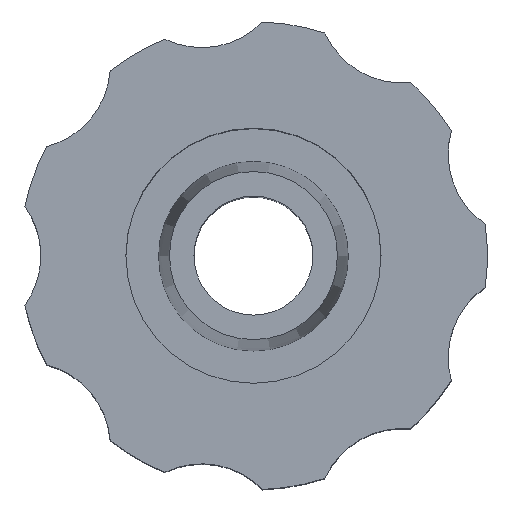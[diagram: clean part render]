
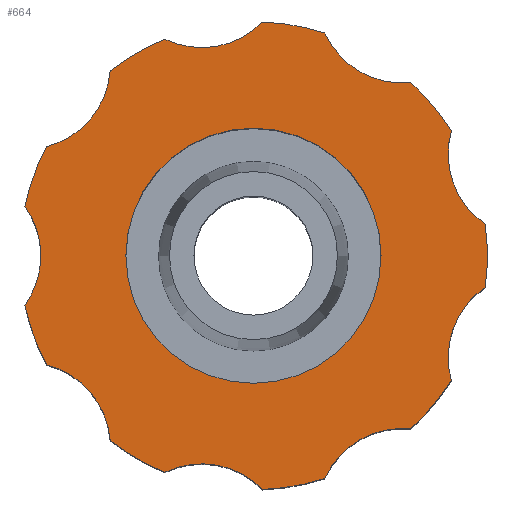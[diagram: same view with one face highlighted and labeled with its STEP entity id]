
A CAD part, top view. The second image highlights one B-rep face of the part: STEP entity #664.
In plain terms, the highlighted planar face has unit normal (0, 0, 1).
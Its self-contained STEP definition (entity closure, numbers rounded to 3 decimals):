
#75=ORIENTED_EDGE('',*,*,#205,.T.);
#76=ORIENTED_EDGE('',*,*,#206,.F.);
#77=ORIENTED_EDGE('',*,*,#207,.T.);
#78=ORIENTED_EDGE('',*,*,#208,.F.);
#79=ORIENTED_EDGE('',*,*,#209,.T.);
#80=ORIENTED_EDGE('',*,*,#210,.F.);
#81=ORIENTED_EDGE('',*,*,#211,.T.);
#82=ORIENTED_EDGE('',*,*,#212,.F.);
#83=ORIENTED_EDGE('',*,*,#213,.T.);
#84=ORIENTED_EDGE('',*,*,#214,.F.);
#85=ORIENTED_EDGE('',*,*,#215,.T.);
#86=ORIENTED_EDGE('',*,*,#216,.F.);
#87=ORIENTED_EDGE('',*,*,#217,.T.);
#88=ORIENTED_EDGE('',*,*,#218,.F.);
#89=ORIENTED_EDGE('',*,*,#219,.T.);
#90=ORIENTED_EDGE('',*,*,#220,.F.);
#91=ORIENTED_EDGE('',*,*,#221,.T.);
#92=ORIENTED_EDGE('',*,*,#222,.F.);
#93=ORIENTED_EDGE('',*,*,#223,.T.);
#205=EDGE_CURVE('',#270,#271,#317,.T.);
#206=EDGE_CURVE('',#272,#271,#318,.T.);
#207=EDGE_CURVE('',#272,#273,#319,.T.);
#208=EDGE_CURVE('',#274,#273,#320,.T.);
#209=EDGE_CURVE('',#274,#275,#321,.T.);
#210=EDGE_CURVE('',#276,#275,#322,.T.);
#211=EDGE_CURVE('',#276,#277,#323,.T.);
#212=EDGE_CURVE('',#278,#277,#324,.T.);
#213=EDGE_CURVE('',#278,#279,#325,.T.);
#214=EDGE_CURVE('',#280,#279,#326,.T.);
#215=EDGE_CURVE('',#280,#281,#327,.T.);
#216=EDGE_CURVE('',#282,#281,#328,.T.);
#217=EDGE_CURVE('',#282,#283,#329,.T.);
#218=EDGE_CURVE('',#284,#283,#330,.T.);
#219=EDGE_CURVE('',#284,#285,#331,.T.);
#220=EDGE_CURVE('',#286,#285,#332,.T.);
#221=EDGE_CURVE('',#286,#287,#333,.T.);
#222=EDGE_CURVE('',#270,#287,#334,.T.);
#223=EDGE_CURVE('',#288,#288,#335,.T.);
#270=VERTEX_POINT('',#957);
#271=VERTEX_POINT('',#958);
#272=VERTEX_POINT('',#960);
#273=VERTEX_POINT('',#962);
#274=VERTEX_POINT('',#964);
#275=VERTEX_POINT('',#966);
#276=VERTEX_POINT('',#968);
#277=VERTEX_POINT('',#970);
#278=VERTEX_POINT('',#972);
#279=VERTEX_POINT('',#974);
#280=VERTEX_POINT('',#976);
#281=VERTEX_POINT('',#978);
#282=VERTEX_POINT('',#980);
#283=VERTEX_POINT('',#982);
#284=VERTEX_POINT('',#984);
#285=VERTEX_POINT('',#986);
#286=VERTEX_POINT('',#988);
#287=VERTEX_POINT('',#990);
#288=VERTEX_POINT('',#993);
#317=CIRCLE('',#702,2.);
#318=CIRCLE('',#703,5.5);
#319=CIRCLE('',#704,2.);
#320=CIRCLE('',#705,5.5);
#321=CIRCLE('',#706,2.);
#322=CIRCLE('',#707,5.5);
#323=CIRCLE('',#708,2.);
#324=CIRCLE('',#709,5.5);
#325=CIRCLE('',#710,2.);
#326=CIRCLE('',#711,5.5);
#327=CIRCLE('',#712,2.);
#328=CIRCLE('',#713,5.5);
#329=CIRCLE('',#714,2.);
#330=CIRCLE('',#715,5.5);
#331=CIRCLE('',#716,2.);
#332=CIRCLE('',#717,5.5);
#333=CIRCLE('',#718,2.);
#334=CIRCLE('',#719,5.5);
#335=CIRCLE('',#720,3.);
#364=EDGE_LOOP('',(#75,#76,#77,#78,#79,#80,#81,#82,#83,#84,#85,#86,#87,
#88,#89,#90,#91,#92));
#365=EDGE_LOOP('',(#93));
#406=FACE_BOUND('',#364,.T.);
#407=FACE_BOUND('',#365,.T.);
#447=PLANE('',#701);
#664=ADVANCED_FACE('',(#406,#407),#447,.F.);
#701=AXIS2_PLACEMENT_3D('',#955,#783,#784);
#702=AXIS2_PLACEMENT_3D('',#956,#785,#786);
#703=AXIS2_PLACEMENT_3D('',#959,#787,#788);
#704=AXIS2_PLACEMENT_3D('',#961,#789,#790);
#705=AXIS2_PLACEMENT_3D('',#963,#791,#792);
#706=AXIS2_PLACEMENT_3D('',#965,#793,#794);
#707=AXIS2_PLACEMENT_3D('',#967,#795,#796);
#708=AXIS2_PLACEMENT_3D('',#969,#797,#798);
#709=AXIS2_PLACEMENT_3D('',#971,#799,#800);
#710=AXIS2_PLACEMENT_3D('',#973,#801,#802);
#711=AXIS2_PLACEMENT_3D('',#975,#803,#804);
#712=AXIS2_PLACEMENT_3D('',#977,#805,#806);
#713=AXIS2_PLACEMENT_3D('',#979,#807,#808);
#714=AXIS2_PLACEMENT_3D('',#981,#809,#810);
#715=AXIS2_PLACEMENT_3D('',#983,#811,#812);
#716=AXIS2_PLACEMENT_3D('',#985,#813,#814);
#717=AXIS2_PLACEMENT_3D('',#987,#815,#816);
#718=AXIS2_PLACEMENT_3D('',#989,#817,#818);
#719=AXIS2_PLACEMENT_3D('',#991,#819,#820);
#720=AXIS2_PLACEMENT_3D('',#992,#821,#822);
#783=DIRECTION('',(0.,0.,-1.));
#784=DIRECTION('',(-1.,0.,0.));
#785=DIRECTION('',(0.,0.,-1.));
#786=DIRECTION('',(-0.643,0.766,0.));
#787=DIRECTION('',(0.,0.,-1.));
#788=DIRECTION('',(-1.,0.,0.));
#789=DIRECTION('',(0.,0.,-1.));
#790=DIRECTION('',(-0.985,0.174,0.));
#791=DIRECTION('',(0.,0.,-1.));
#792=DIRECTION('',(-1.,0.,0.));
#793=DIRECTION('',(0.,0.,-1.));
#794=DIRECTION('',(-0.866,-0.5,0.));
#795=DIRECTION('',(0.,0.,-1.));
#796=DIRECTION('',(-1.,0.,0.));
#797=DIRECTION('',(0.,0.,-1.));
#798=DIRECTION('',(-0.342,-0.94,0.));
#799=DIRECTION('',(0.,0.,-1.));
#800=DIRECTION('',(-1.,0.,0.));
#801=DIRECTION('',(0.,0.,-1.));
#802=DIRECTION('',(0.342,-0.94,0.));
#803=DIRECTION('',(0.,0.,-1.));
#804=DIRECTION('',(-1.,0.,0.));
#805=DIRECTION('',(0.,0.,-1.));
#806=DIRECTION('',(0.866,-0.5,0.));
#807=DIRECTION('',(0.,0.,-1.));
#808=DIRECTION('',(-1.,0.,0.));
#809=DIRECTION('',(0.,0.,-1.));
#810=DIRECTION('',(0.985,0.174,0.));
#811=DIRECTION('',(0.,0.,-1.));
#812=DIRECTION('',(-1.,0.,0.));
#813=DIRECTION('',(0.,0.,-1.));
#814=DIRECTION('',(0.643,0.766,0.));
#815=DIRECTION('',(0.,0.,-1.));
#816=DIRECTION('',(-1.,0.,0.));
#817=DIRECTION('',(0.,0.,-1.));
#818=DIRECTION('',(0.,1.,0.));
#819=DIRECTION('',(0.,0.,-1.));
#820=DIRECTION('',(-1.,0.,0.));
#821=DIRECTION('',(0.,0.,-1.));
#822=DIRECTION('',(0.,-1.,0.));
#955=CARTESIAN_POINT('',(-3.6,0.,7.5));
#956=CARTESIAN_POINT('',(-5.362,-4.5,7.5));
#957=CARTESIAN_POINT('',(-4.867,-2.562,7.5));
#958=CARTESIAN_POINT('',(-3.368,-4.348,7.5));
#959=CARTESIAN_POINT('',(0.,0.,7.5));
#960=CARTESIAN_POINT('',(-2.082,-5.091,7.5));
#961=CARTESIAN_POINT('',(-1.216,-6.894,7.5));
#962=CARTESIAN_POINT('',(0.215,-5.496,7.5));
#963=CARTESIAN_POINT('',(0.,0.,7.5));
#964=CARTESIAN_POINT('',(1.678,-5.238,7.5));
#965=CARTESIAN_POINT('',(3.5,-6.062,7.5));
#966=CARTESIAN_POINT('',(3.697,-4.072,7.5));
#967=CARTESIAN_POINT('',(0.,0.,7.5));
#968=CARTESIAN_POINT('',(4.652,-2.934,7.5));
#969=CARTESIAN_POINT('',(6.578,-2.394,7.5));
#970=CARTESIAN_POINT('',(5.45,-0.743,7.5));
#971=CARTESIAN_POINT('',(0.,0.,7.5));
#972=CARTESIAN_POINT('',(5.45,0.743,7.5));
#973=CARTESIAN_POINT('',(6.578,2.394,7.5));
#974=CARTESIAN_POINT('',(4.652,2.934,7.5));
#975=CARTESIAN_POINT('',(0.,0.,7.5));
#976=CARTESIAN_POINT('',(3.697,4.072,7.5));
#977=CARTESIAN_POINT('',(3.5,6.062,7.5));
#978=CARTESIAN_POINT('',(1.678,5.238,7.5));
#979=CARTESIAN_POINT('',(0.,0.,7.5));
#980=CARTESIAN_POINT('',(0.215,5.496,7.5));
#981=CARTESIAN_POINT('',(-1.216,6.894,7.5));
#982=CARTESIAN_POINT('',(-2.082,5.091,7.5));
#983=CARTESIAN_POINT('',(0.,0.,7.5));
#984=CARTESIAN_POINT('',(-3.368,4.348,7.5));
#985=CARTESIAN_POINT('',(-5.362,4.5,7.5));
#986=CARTESIAN_POINT('',(-4.867,2.562,7.5));
#987=CARTESIAN_POINT('',(0.,0.,7.5));
#988=CARTESIAN_POINT('',(-5.375,1.166,7.5));
#989=CARTESIAN_POINT('',(-7.,0.,7.5));
#990=CARTESIAN_POINT('',(-5.375,-1.166,7.5));
#991=CARTESIAN_POINT('',(0.,0.,7.5));
#992=CARTESIAN_POINT('',(0.,0.,7.5));
#993=CARTESIAN_POINT('',(0.,-3.,7.5));
